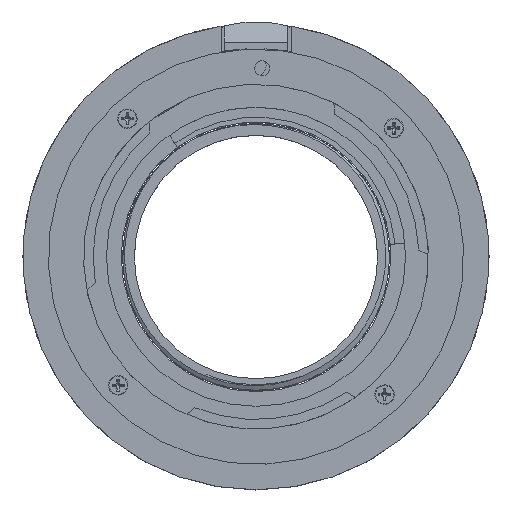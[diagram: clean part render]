
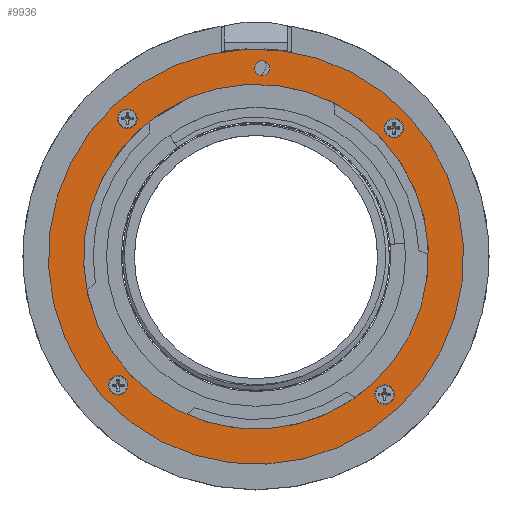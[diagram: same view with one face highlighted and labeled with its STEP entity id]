
A CAD part, top view. The second image highlights one B-rep face of the part: STEP entity #9936.
In plain terms, the highlighted face is planar.
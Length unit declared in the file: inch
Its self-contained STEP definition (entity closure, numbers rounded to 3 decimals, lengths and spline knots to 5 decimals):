
#1155=PLANE('',#10639);
#1983=CIRCLE('',#10579,0.046);
#1985=CIRCLE('',#10582,0.06);
#1988=CIRCLE('',#10588,0.06);
#1991=CIRCLE('',#10594,0.06);
#1994=CIRCLE('',#10600,0.06);
#1998=CIRCLE('',#10609,1.28);
#2012=CIRCLE('',#10638,1.06299);
#2891=VERTEX_POINT('',#24002);
#2892=VERTEX_POINT('',#24004);
#2894=VERTEX_POINT('',#24008);
#2898=VERTEX_POINT('',#24020);
#2902=VERTEX_POINT('',#24032);
#2906=VERTEX_POINT('',#24044);
#2912=VERTEX_POINT('',#24063);
#2940=VERTEX_POINT('',#24146);
#2941=VERTEX_POINT('',#24148);
#5415=EDGE_CURVE('',#2892,#2891,#1983,.T.);
#5416=EDGE_CURVE('',#2891,#2892,#1983,.T.);
#5419=EDGE_CURVE('',#2894,#2894,#1985,.T.);
#5425=EDGE_CURVE('',#2898,#2898,#1988,.T.);
#5431=EDGE_CURVE('',#2902,#2902,#1991,.T.);
#5437=EDGE_CURVE('',#2906,#2906,#1994,.T.);
#5446=EDGE_CURVE('',#2912,#2912,#1998,.T.);
#5488=EDGE_CURVE('',#2941,#2940,#2012,.T.);
#5489=EDGE_CURVE('',#2940,#2941,#2012,.T.);
#8297=ORIENTED_EDGE('',*,*,#5415,.T.);
#8298=ORIENTED_EDGE('',*,*,#5416,.T.);
#8299=ORIENTED_EDGE('',*,*,#5419,.T.);
#8300=ORIENTED_EDGE('',*,*,#5425,.T.);
#8301=ORIENTED_EDGE('',*,*,#5431,.T.);
#8302=ORIENTED_EDGE('',*,*,#5437,.T.);
#8303=ORIENTED_EDGE('',*,*,#5446,.T.);
#8304=ORIENTED_EDGE('',*,*,#5488,.T.);
#8305=ORIENTED_EDGE('',*,*,#5489,.T.);
#8862=EDGE_LOOP('',(#8297,#8298));
#8863=EDGE_LOOP('',(#8299));
#8864=EDGE_LOOP('',(#8300));
#8865=EDGE_LOOP('',(#8301));
#8866=EDGE_LOOP('',(#8302));
#8867=EDGE_LOOP('',(#8303));
#8868=EDGE_LOOP('',(#8304,#8305));
#9417=FACE_BOUND('',#8862,.T.);
#9418=FACE_BOUND('',#8863,.T.);
#9419=FACE_BOUND('',#8864,.T.);
#9420=FACE_BOUND('',#8865,.T.);
#9421=FACE_BOUND('',#8866,.T.);
#9422=FACE_BOUND('',#8867,.T.);
#9423=FACE_BOUND('',#8868,.T.);
#9936=ADVANCED_FACE('',(#9417,#9418,#9419,#9420,#9421,#9422,#9423),#1155,
 .T.);
#10579=AXIS2_PLACEMENT_3D('',#24003,#27716,#27717);
#10582=AXIS2_PLACEMENT_3D('',#24010,#27723,#27724);
#10588=AXIS2_PLACEMENT_3D('',#24022,#27736,#27737);
#10594=AXIS2_PLACEMENT_3D('',#24034,#27749,#27750);
#10600=AXIS2_PLACEMENT_3D('',#24046,#27762,#27763);
#10609=AXIS2_PLACEMENT_3D('',#24064,#27781,#27782);
#10638=AXIS2_PLACEMENT_3D('',#24147,#27855,#27856);
#10639=AXIS2_PLACEMENT_3D('',#24149,#27857,$);
#24002=CARTESIAN_POINT('',(1.00661,-0.49338,0.));
#24003=CARTESIAN_POINT('',(1.05261,-0.49338,0.));
#24004=CARTESIAN_POINT('',(1.09861,-0.49338,0.));
#24008=CARTESIAN_POINT('',(1.15239,0.3976,0.));
#24010=CARTESIAN_POINT('',(1.09239,0.3976,0.));
#24020=CARTESIAN_POINT('',(0.4576,-1.09239,0.));
#24022=CARTESIAN_POINT('',(0.3976,-1.09239,0.));
#24032=CARTESIAN_POINT('',(-1.03239,-0.3976,0.));
#24034=CARTESIAN_POINT('',(-1.09239,-0.3976,0.));
#24044=CARTESIAN_POINT('',(-0.3376,1.09239,0.));
#24046=CARTESIAN_POINT('',(-0.3976,1.09239,0.));
#24063=CARTESIAN_POINT('',(-1.28,0.,0.));
#24064=CARTESIAN_POINT('',(0.,0.,0.));
#24146=CARTESIAN_POINT('',(-1.06299,0.,0.));
#24147=CARTESIAN_POINT('',(0.,0.,0.));
#24148=CARTESIAN_POINT('',(1.06299,0.,0.));
#24149=CARTESIAN_POINT('',(0.,0.,0.));
#27716=DIRECTION('',(0.,0.,1.));
#27717=DIRECTION('',(-0.046,0.,0.));
#27723=DIRECTION('',(0.,0.,1.));
#27724=DIRECTION('',(0.06,0.,0.));
#27736=DIRECTION('',(0.,0.,1.));
#27737=DIRECTION('',(0.06,0.,0.));
#27749=DIRECTION('',(0.,0.,1.));
#27750=DIRECTION('',(0.06,0.,0.));
#27762=DIRECTION('',(0.,0.,1.));
#27763=DIRECTION('',(0.06,0.,0.));
#27781=DIRECTION('',(0.,0.,-1.));
#27782=DIRECTION('',(-1.28,0.,0.));
#27855=DIRECTION('',(0.,0.,1.));
#27856=DIRECTION('',(-1.063,0.,0.));
#27857=DIRECTION('',(0.,0.,-1.));
